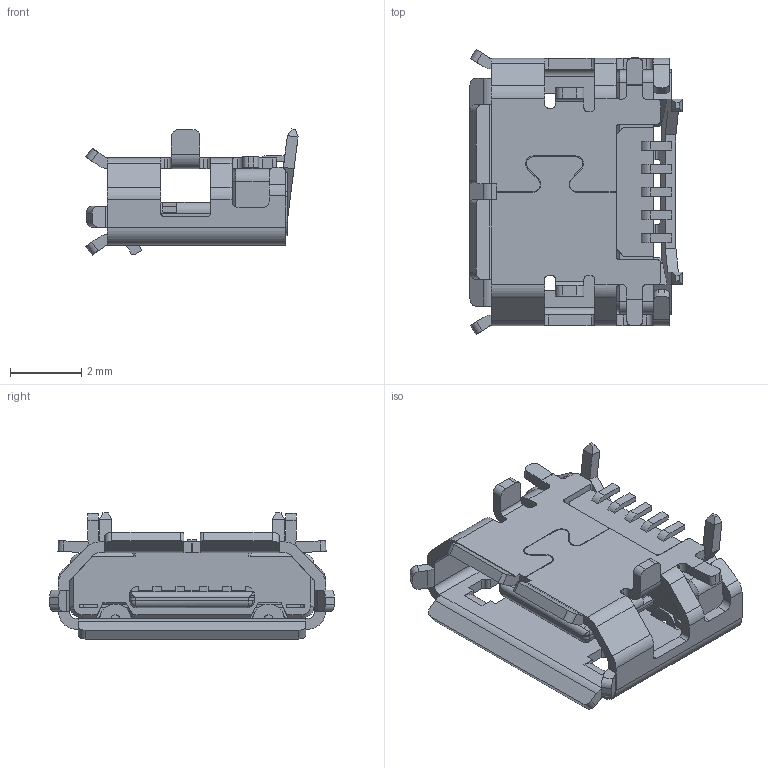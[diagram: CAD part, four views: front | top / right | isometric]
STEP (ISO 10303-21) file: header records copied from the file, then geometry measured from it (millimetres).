
FILE_DESCRIPTION(('CoCreate Modeling STEP Export'),'2;1');
FILE_NAME('DFSA.stp','2017-11-15T11:00:42',(''),(''),'CoCreate Modeling STEP processor for AP214 (Solid Model)','CoCreate Modeling 16.00 13-May-2008 (C) Parametric Technology GmbH','');
FILE_SCHEMA(('AUTOMOTIVE_DESIGN { 1 0 10303 214 1 1 1 1 }'));
Length unit declared in the file: millimetre
Products named in the file (21): ABTYPEDIP_ASM; USB-1075-05S.stp; 2DIP2MSTMOLDING; 2DIP2MST640_ASM; USB-1009-05S.stp; 010101010-03X_前插后贴.stp.1; 000.stp; 1111.stp; a1; 全插式带铁片结构.stp.1.1; 66.stp.1.1; 66.stp; p4; ABTYPEDIPHOUSING.2.1.1; 010101050-084_.stp
Assembly tree (20 placements, depth 11):
  010101050-084_.stp
    全插式带铁片结构.stp.1.1
      USB-1075-05S.stp
        ABTYPEDIPHOUSING.2.1.1
          p4
        a1
        66.stp
          全插式带铁片结构.stp.1.1
            66.stp.1.1
              2DIP2MSTMOLDING
              全插式带铁片结构.stp.1.1
            a1
              ABTYPEDIP_ASM
            1111.stp
              000.stp
                010101010-03X_前插后贴.stp.1
                  USB-1009-05S.stp
            USB-1075-05S.stp
              ABTYPEDIP_ASM
Bounding box: 5.95 x 8 x 3.54 mm (x, y, z)
Surface area: 275.9 mm2 (no closed solid volume)
Topology: 0 solids, 2 shells, 743 faces, 2159 edges, 1380 vertices
Faces by surface type: plane 484, cylinder 241, bspline 9, cone 4, torus 4, sphere 1
Entity records: 24518 total; most frequent: CARTESIAN_POINT 4780, ORIENTED_EDGE 4384, DIRECTION 3751, EDGE_CURVE 2152, VECTOR 1547, LINE 1547, VERTEX_POINT 1377, AXIS2_PLACEMENT_3D 1102
